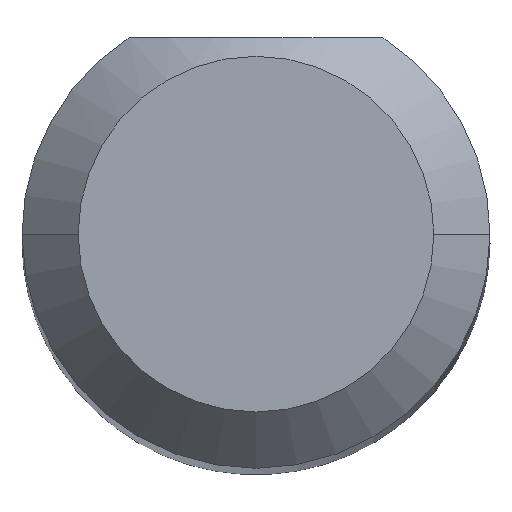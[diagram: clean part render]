
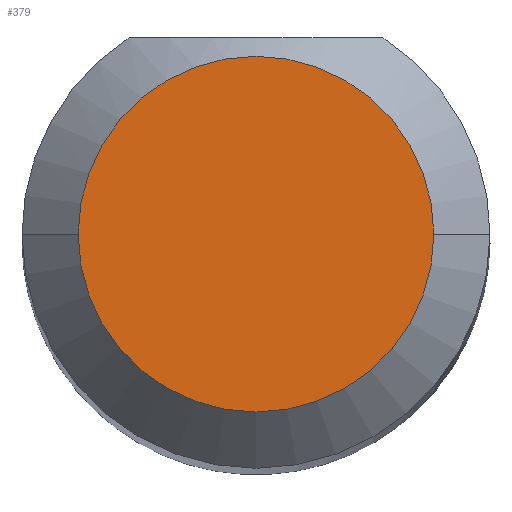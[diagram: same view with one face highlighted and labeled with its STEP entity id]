
A CAD part, top view. The second image highlights one B-rep face of the part: STEP entity #379.
In plain terms, the highlighted planar face has unit normal (0, 0, 1).
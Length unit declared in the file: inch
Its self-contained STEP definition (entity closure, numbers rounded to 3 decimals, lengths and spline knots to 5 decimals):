
#16 = EDGE_CURVE ( 'NONE', #315, #26, #126, .T. ) ;
#26 = VERTEX_POINT ( 'NONE', #169 ) ;
#38 = CARTESIAN_POINT ( 'NONE',  ( 0., 0., 1.5 ) ) ;
#48 = CARTESIAN_POINT ( 'NONE',  ( 0., 0., 1.5 ) ) ;
#115 = AXIS2_PLACEMENT_3D ( 'NONE', #38, #653, #184 ) ;
#126 = CIRCLE ( 'NONE', #115, 0.0475 ) ;
#146 = AXIS2_PLACEMENT_3D ( 'NONE', #182, #539, #490 ) ;
#152 = DIRECTION ( 'NONE',  ( 1., 0., 0. ) ) ;
#169 = CARTESIAN_POINT ( 'NONE',  ( 0.0475, 0., 1.5 ) ) ;
#182 = CARTESIAN_POINT ( 'NONE',  ( 0., 0., 1.5 ) ) ;
#184 = DIRECTION ( 'NONE',  ( 1., 0., 0. ) ) ;
#194 = CIRCLE ( 'NONE', #146, 0.0475 ) ;
#207 = ORIENTED_EDGE ( 'NONE', *, *, #562, .T. ) ;
#252 = ORIENTED_EDGE ( 'NONE', *, *, #16, .T. ) ;
#315 = VERTEX_POINT ( 'NONE', #556 ) ;
#379 = ADVANCED_FACE ( 'NONE', ( #408 ), #504, .T. ) ;
#408 = FACE_OUTER_BOUND ( 'NONE', #535, .T. ) ;
#446 = AXIS2_PLACEMENT_3D ( 'NONE', #48, #604, #152 ) ;
#490 = DIRECTION ( 'NONE',  ( 1., 0., 0. ) ) ;
#504 = PLANE ( 'NONE',  #446 ) ;
#535 = EDGE_LOOP ( 'NONE', ( #252, #207 ) ) ;
#539 = DIRECTION ( 'NONE',  ( 0., 0., 1. ) ) ;
#556 = CARTESIAN_POINT ( 'NONE',  ( -0.0475, 0., 1.5 ) ) ;
#562 = EDGE_CURVE ( 'NONE', #26, #315, #194, .T. ) ;
#604 = DIRECTION ( 'NONE',  ( 0., 0., 1. ) ) ;
#653 = DIRECTION ( 'NONE',  ( 0., 0., 1. ) ) ;
